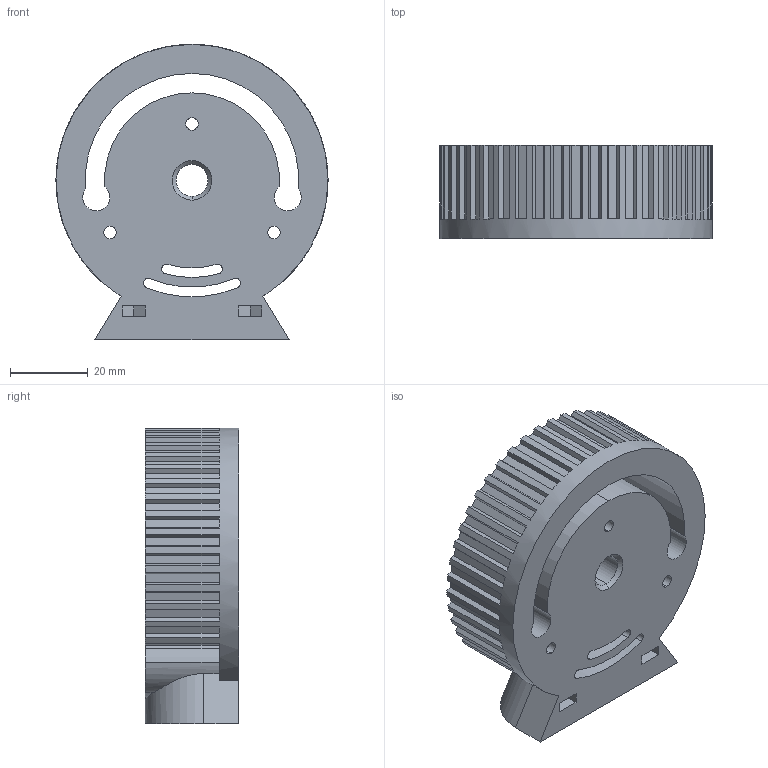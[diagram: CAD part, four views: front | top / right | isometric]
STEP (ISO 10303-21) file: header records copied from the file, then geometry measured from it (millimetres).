
FILE_DESCRIPTION (( 'STEP AP203' ), '1' );
FILE_NAME ('4M2CB_Predeterminado_sldprt.STEP', '2024-02-29T15:19:43', ( '' ), ( '' ), 'SwSTEP 2.0', 'SolidWorks 2022', '' );
FILE_SCHEMA (( 'CONFIG_CONTROL_DESIGN' ));
Length unit declared in the file: millimetre
Products named in the file (1): 4M2CB_Predeterminado_sldprt
Bounding box: 70 x 24 x 76 mm (x, y, z)
Volume: 76475.6 mm3; surface area: 25350.1 mm2
Topology: 1 solids, 1 shells, 252 faces, 725 edges, 482 vertices
Faces by surface type: plane 195, cylinder 53, cone 4
Entity records: 8400 total; most frequent: CARTESIAN_POINT 1516, ORIENTED_EDGE 1450, DIRECTION 1393, EDGE_CURVE 725, VECTOR 551, LINE 551, VERTEX_POINT 482, AXIS2_PLACEMENT_3D 421
